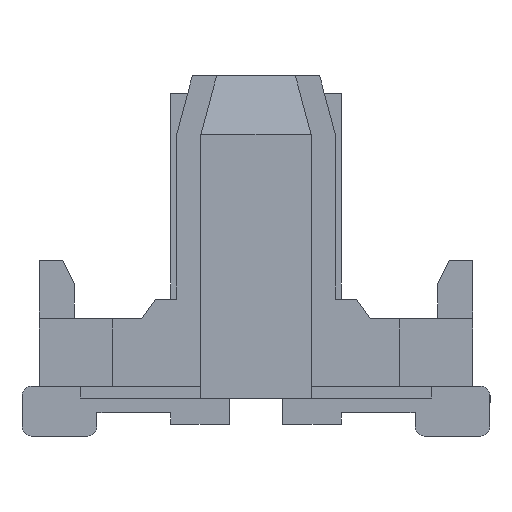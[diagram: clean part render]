
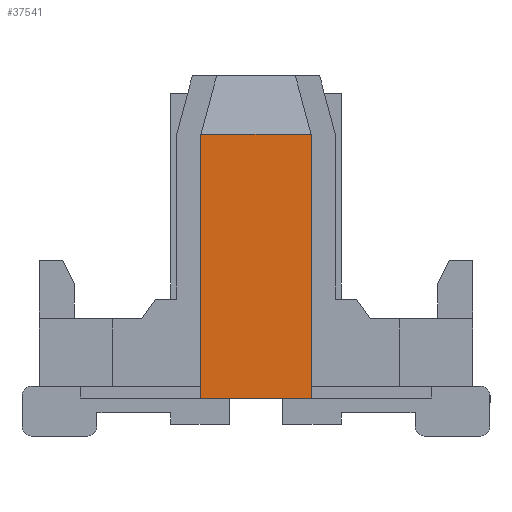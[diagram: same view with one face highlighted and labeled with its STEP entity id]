
A CAD part, left-side view. The second image highlights one B-rep face of the part: STEP entity #37541.
In plain terms, the highlighted planar face has unit normal (-1, 0, 0).
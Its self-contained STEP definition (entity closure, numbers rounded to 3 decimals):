
#36683=CARTESIAN_POINT('',(-4.7,-0.471,0.325));
#36684=VERTEX_POINT('',#36683);
#36691=CARTESIAN_POINT('',(-4.7,0.471,0.325));
#36692=VERTEX_POINT('',#36691);
#36693=CARTESIAN_POINT('',(-4.7,0.471,0.325));
#36694=DIRECTION('',(0.0,-1.0,0.0));
#36695=VECTOR('',#36694,0.941);
#36696=LINE('',#36693,#36695);
#36697=EDGE_CURVE('',#36692,#36684,#36696,.T.);
#37511=CARTESIAN_POINT('',(-4.7,0.518,2.688));
#37512=DIRECTION('',(-1.0,0.0,0.0));
#37513=DIRECTION('',(0.0,-1.0,0.0));
#37514=AXIS2_PLACEMENT_3D('',#37511,#37512,#37513);
#37515=PLANE('',#37514);
#37516=CARTESIAN_POINT('',(-4.7,-0.471,2.575));
#37517=VERTEX_POINT('',#37516);
#37518=CARTESIAN_POINT('',(-4.7,-0.471,2.575));
#37519=DIRECTION('',(0.0,0.0,-1.0));
#37520=VECTOR('',#37519,2.25);
#37521=LINE('',#37518,#37520);
#37522=EDGE_CURVE('',#37517,#36684,#37521,.T.);
#37523=ORIENTED_EDGE('',*,*,#37522,.F.);
#37524=CARTESIAN_POINT('',(-4.7,0.471,2.575));
#37525=VERTEX_POINT('',#37524);
#37526=CARTESIAN_POINT('',(-4.7,0.471,2.575));
#37527=DIRECTION('',(0.0,-1.0,0.0));
#37528=VECTOR('',#37527,0.941);
#37529=LINE('',#37526,#37528);
#37530=EDGE_CURVE('',#37525,#37517,#37529,.T.);
#37531=ORIENTED_EDGE('',*,*,#37530,.F.);
#37532=CARTESIAN_POINT('',(-4.7,0.471,0.325));
#37533=DIRECTION('',(0.0,0.0,1.0));
#37534=VECTOR('',#37533,2.25);
#37535=LINE('',#37532,#37534);
#37536=EDGE_CURVE('',#36692,#37525,#37535,.T.);
#37537=ORIENTED_EDGE('',*,*,#37536,.F.);
#37538=ORIENTED_EDGE('',*,*,#36697,.T.);
#37539=EDGE_LOOP('',(#37523,#37531,#37537,#37538));
#37540=FACE_OUTER_BOUND('',#37539,.T.);
#37541=ADVANCED_FACE('',(#37540),#37515,.T.);
